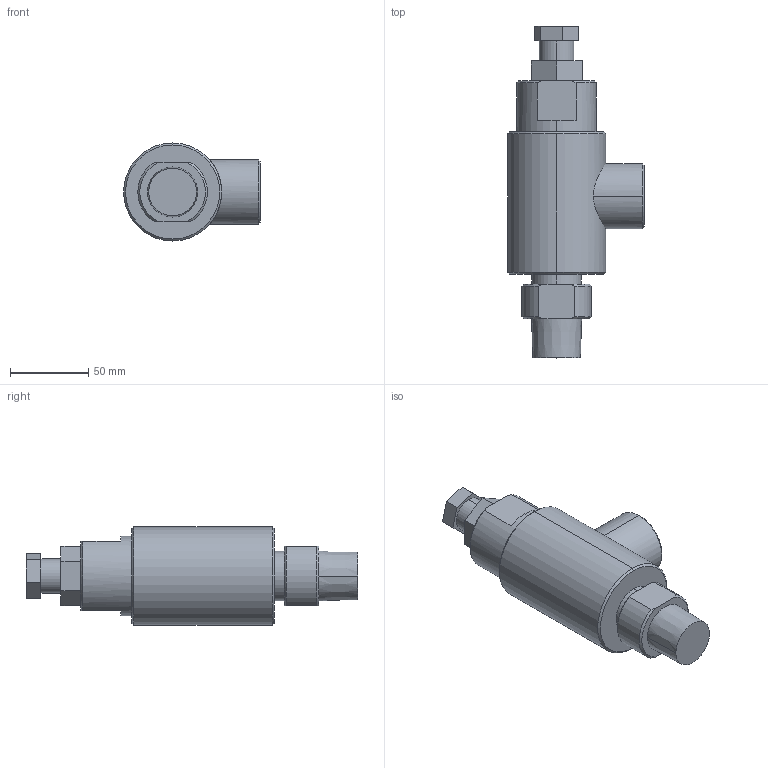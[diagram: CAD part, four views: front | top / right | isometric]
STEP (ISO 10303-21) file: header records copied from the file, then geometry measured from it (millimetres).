
FILE_DESCRIPTION (( 'STEP AP214' ), '1' );
FILE_NAME ('890711.STEP', '2014-08-20T13:20:56', ( '' ), ( '' ), 'SwSTEP 2.0', 'SolidWorks 2014', '' );
FILE_SCHEMA (( 'AUTOMOTIVE_DESIGN' ));
Length unit declared in the file: inch
Products named in the file (1): 890711
Bounding box: 87.38 x 211.96 x 62.61 mm (x, y, z)
Volume: 435426.3 mm3; surface area: 45792.9 mm2
Topology: 1 solids, 1 shells, 61 faces, 142 edges, 91 vertices
Faces by surface type: plane 29, cone 18, cylinder 14
Entity records: 1924 total; most frequent: CARTESIAN_POINT 451, DIRECTION 300, ORIENTED_EDGE 280, EDGE_CURVE 140, AXIS2_PLACEMENT_3D 112, VERTEX_POINT 91, LINE 76, VECTOR 76
